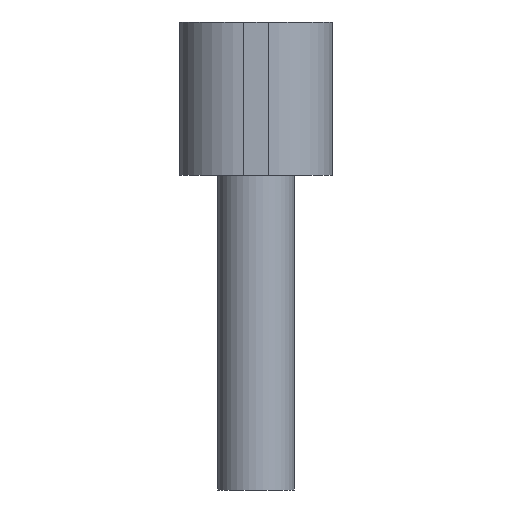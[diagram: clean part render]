
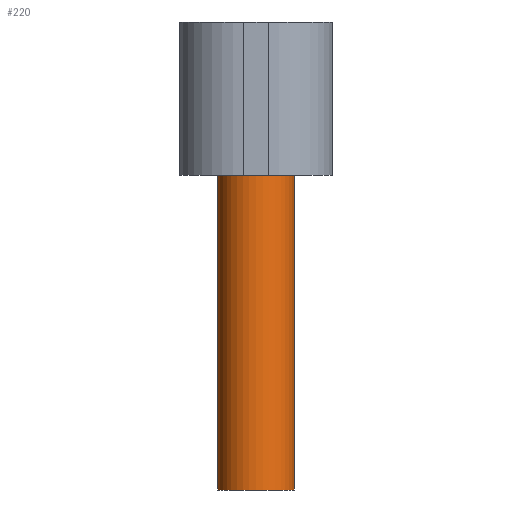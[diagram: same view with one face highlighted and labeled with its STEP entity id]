
A CAD part, left-side view. The second image highlights one B-rep face of the part: STEP entity #220.
In plain terms, the highlighted cylindrical face has radius 2.375 mm (diameter 4.75 mm), a full revolution.
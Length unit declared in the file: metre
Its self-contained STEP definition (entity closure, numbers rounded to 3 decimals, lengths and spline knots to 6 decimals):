
#20=CYLINDRICAL_SURFACE('',#252,0.002375);
#67=ORIENTED_EDGE('',*,*,#123,.T.);
#68=ORIENTED_EDGE('',*,*,#114,.T.);
#114=EDGE_CURVE('',#142,#142,#162,.T.);
#123=EDGE_CURVE('',#151,#151,#167,.T.);
#142=VERTEX_POINT('',#344);
#151=VERTEX_POINT('',#364);
#162=CIRCLE('',#246,0.002375);
#167=CIRCLE('',#253,0.002375);
#176=EDGE_LOOP('',(#67));
#177=EDGE_LOOP('',(#68));
#194=FACE_BOUND('',#176,.T.);
#195=FACE_BOUND('',#177,.T.);
#220=ADVANCED_FACE('',(#194,#195),#20,.T.);
#246=AXIS2_PLACEMENT_3D('',#343,#275,#276);
#252=AXIS2_PLACEMENT_3D('',#362,#291,#292);
#253=AXIS2_PLACEMENT_3D('',#363,#293,#294);
#275=DIRECTION('',(0.,0.,1.));
#276=DIRECTION('',(1.,0.,0.));
#291=DIRECTION('',(0.,0.,1.));
#292=DIRECTION('',(1.,0.,0.));
#293=DIRECTION('',(0.,0.,-1.));
#294=DIRECTION('',(1.,0.,0.));
#343=CARTESIAN_POINT('',(-0.03,0.,0.01075));
#344=CARTESIAN_POINT('',(-0.027625,0.,0.01075));
#362=CARTESIAN_POINT('',(-0.03,0.,0.03975));
#363=CARTESIAN_POINT('',(-0.03,0.,0.03025));
#364=CARTESIAN_POINT('',(-0.027625,0.,0.03025));
